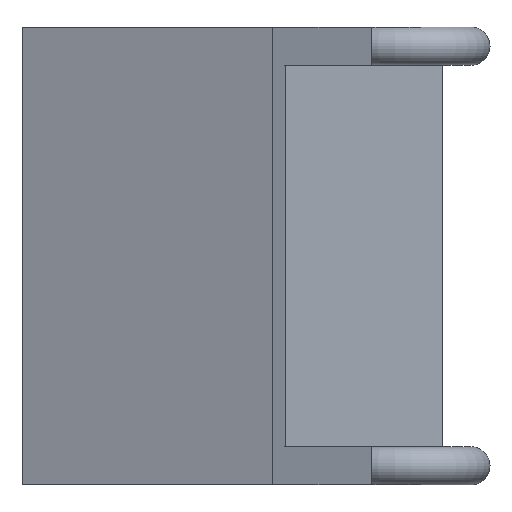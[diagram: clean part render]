
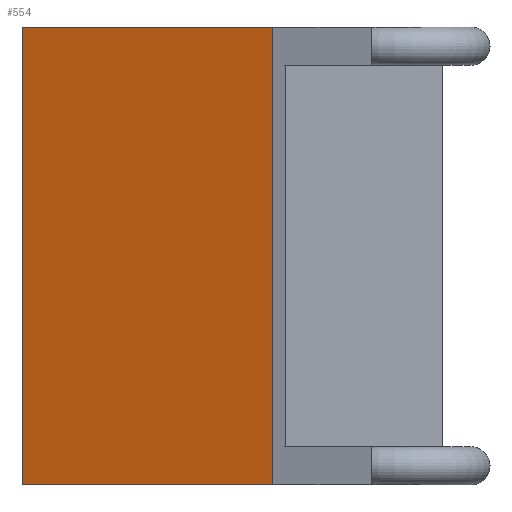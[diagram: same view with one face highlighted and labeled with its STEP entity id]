
A CAD part, left-side view. The second image highlights one B-rep face of the part: STEP entity #554.
In plain terms, the highlighted face is planar.
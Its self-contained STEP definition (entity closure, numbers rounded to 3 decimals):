
#90=PLANE('',#683);
#123=FACE_OUTER_BOUND('',#158,.T.);
#158=EDGE_LOOP('',(#494,#495,#496,#497));
#191=LINE('',#966,#241);
#208=LINE('',#1003,#258);
#209=LINE('',#1005,#259);
#210=LINE('',#1006,#260);
#241=VECTOR('',#805,10.);
#258=VECTOR('',#840,10.);
#259=VECTOR('',#841,10.);
#260=VECTOR('',#842,10.);
#310=VERTEX_POINT('',#963);
#311=VERTEX_POINT('',#965);
#322=VERTEX_POINT('',#1002);
#323=VERTEX_POINT('',#1004);
#365=EDGE_CURVE('',#310,#311,#191,.T.);
#384=EDGE_CURVE('',#322,#310,#208,.T.);
#385=EDGE_CURVE('',#323,#322,#209,.T.);
#386=EDGE_CURVE('',#311,#323,#210,.T.);
#494=ORIENTED_EDGE('',*,*,#384,.F.);
#495=ORIENTED_EDGE('',*,*,#385,.F.);
#496=ORIENTED_EDGE('',*,*,#386,.F.);
#497=ORIENTED_EDGE('',*,*,#365,.F.);
#554=ADVANCED_FACE('',(#123),#90,.T.);
#683=AXIS2_PLACEMENT_3D('',#1001,#838,#839);
#805=DIRECTION('',(0.,0.,-1.));
#838=DIRECTION('center_axis',(-1.,0.,0.));
#839=DIRECTION('ref_axis',(0.,0.,1.));
#840=DIRECTION('',(0.,-1.,0.));
#841=DIRECTION('',(0.,0.,1.));
#842=DIRECTION('',(0.,1.,0.));
#963=CARTESIAN_POINT('',(-20.,-12.,12.));
#965=CARTESIAN_POINT('',(-20.,-12.,-12.));
#966=CARTESIAN_POINT('',(-20.,-12.,-12.));
#1001=CARTESIAN_POINT('Origin',(-20.,0.,-12.));
#1002=CARTESIAN_POINT('',(-20.,2.,12.));
#1003=CARTESIAN_POINT('',(-20.,0.,12.));
#1004=CARTESIAN_POINT('',(-20.,2.,-12.));
#1005=CARTESIAN_POINT('',(-20.,2.,12.));
#1006=CARTESIAN_POINT('',(-20.,0.,-12.));
